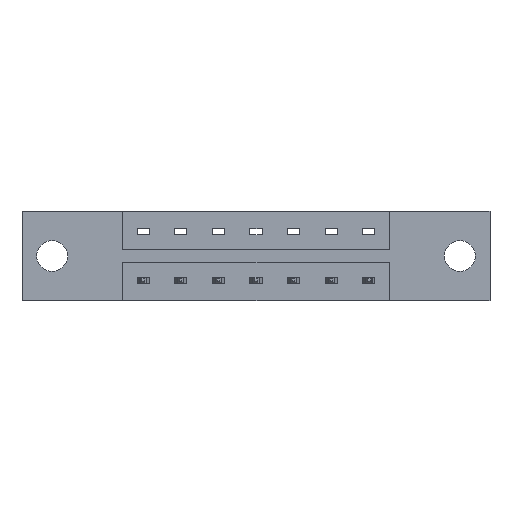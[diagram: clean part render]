
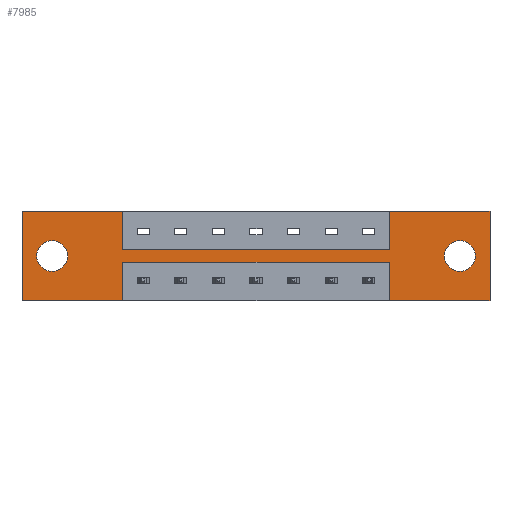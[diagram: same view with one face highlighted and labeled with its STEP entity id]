
A CAD part, front view. The second image highlights one B-rep face of the part: STEP entity #7985.
In plain terms, the highlighted planar face has unit normal (0, -1, 0).
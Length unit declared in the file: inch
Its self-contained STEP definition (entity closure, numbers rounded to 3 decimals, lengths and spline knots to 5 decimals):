
#75 = FACE_OUTER_BOUND ( 'NONE', #3987, .T. ) ;
#88 = CARTESIAN_POINT ( 'NONE',  ( 0.125, 0., -0.121 ) ) ;
#258 = EDGE_CURVE ( 'NONE', #2043, #7937, #1778, .T. ) ;
#271 = VERTEX_POINT ( 'NONE', #1489 ) ;
#362 = CARTESIAN_POINT ( 'NONE',  ( 0., 0., -0.37 ) ) ;
#375 = CARTESIAN_POINT ( 'NONE',  ( 0.4175, 0., -0.1585 ) ) ;
#414 = VERTEX_POINT ( 'NONE', #6751 ) ;
#585 = CIRCLE ( 'NONE', #7271, 0.064 ) ;
#595 = VECTOR ( 'NONE', #5677, 39.37008 ) ;
#857 = VERTEX_POINT ( 'NONE', #7821 ) ;
#901 = VECTOR ( 'NONE', #6501, 39.37008 ) ;
#932 = AXIS2_PLACEMENT_3D ( 'NONE', #1389, #6255, #2145 ) ;
#1041 = CARTESIAN_POINT ( 'NONE',  ( 1.5225, 0., -0.37 ) ) ;
#1070 = EDGE_LOOP ( 'NONE', ( #3051, #3420 ) ) ;
#1072 = ORIENTED_EDGE ( 'NONE', *, *, #8477, .F. ) ;
#1114 = DIRECTION ( 'NONE',  ( 0., 0., -1. ) ) ;
#1129 = VERTEX_POINT ( 'NONE', #4966 ) ;
#1134 = LINE ( 'NONE', #2405, #901 ) ;
#1203 = VERTEX_POINT ( 'NONE', #1518 ) ;
#1274 = LINE ( 'NONE', #375, #6614 ) ;
#1277 = DIRECTION ( 'NONE',  ( 1., 0., 0. ) ) ;
#1348 = DIRECTION ( 'NONE',  ( 0., 1., 0. ) ) ;
#1351 = VERTEX_POINT ( 'NONE', #7753 ) ;
#1378 = VECTOR ( 'NONE', #3834, 39.37008 ) ;
#1389 = CARTESIAN_POINT ( 'NONE',  ( 1.815, 0., -0.185 ) ) ;
#1420 = VERTEX_POINT ( 'NONE', #88 ) ;
#1426 = VERTEX_POINT ( 'NONE', #3328 ) ;
#1475 = VERTEX_POINT ( 'NONE', #5287 ) ;
#1489 = CARTESIAN_POINT ( 'NONE',  ( 0.125, 0., -0.249 ) ) ;
#1511 = VECTOR ( 'NONE', #3359, 39.37008 ) ;
#1518 = CARTESIAN_POINT ( 'NONE',  ( 0., 0., 0. ) ) ;
#1558 = ORIENTED_EDGE ( 'NONE', *, *, #2628, .F. ) ;
#1600 = EDGE_CURVE ( 'NONE', #2231, #6351, #5987, .T. ) ;
#1664 = EDGE_CURVE ( 'NONE', #1426, #1203, #8779, .T. ) ;
#1778 = CIRCLE ( 'NONE', #4845, 0.064 ) ;
#1815 = FACE_BOUND ( 'NONE', #1070, .T. ) ;
#1930 = EDGE_CURVE ( 'NONE', #1351, #8266, #6823, .T. ) ;
#1937 = AXIS2_PLACEMENT_3D ( 'NONE', #3586, #8247, #4294 ) ;
#1943 = VECTOR ( 'NONE', #4793, 39.37008 ) ;
#1961 = LINE ( 'NONE', #4821, #8664 ) ;
#2017 = CARTESIAN_POINT ( 'NONE',  ( 0., 0., 0. ) ) ;
#2043 = VERTEX_POINT ( 'NONE', #3951 ) ;
#2047 = EDGE_CURVE ( 'NONE', #1420, #271, #585, .T. ) ;
#2145 = DIRECTION ( 'NONE',  ( 0., 0., -1. ) ) ;
#2223 = PLANE ( 'NONE',  #6723 ) ;
#2231 = VERTEX_POINT ( 'NONE', #2879 ) ;
#2239 = ORIENTED_EDGE ( 'NONE', *, *, #1664, .F. ) ;
#2357 = CARTESIAN_POINT ( 'NONE',  ( 0., 0., -0.37 ) ) ;
#2405 = CARTESIAN_POINT ( 'NONE',  ( 1.94, 0., 0. ) ) ;
#2454 = CARTESIAN_POINT ( 'NONE',  ( 0.125, 0., -0.185 ) ) ;
#2521 = VECTOR ( 'NONE', #6940, 39.37008 ) ;
#2552 = VECTOR ( 'NONE', #3868, 39.37008 ) ;
#2628 = EDGE_CURVE ( 'NONE', #1129, #857, #5339, .T. ) ;
#2879 = CARTESIAN_POINT ( 'NONE',  ( 0.4175, 0., -0.1585 ) ) ;
#3023 = CIRCLE ( 'NONE', #932, 0.064 ) ;
#3051 = ORIENTED_EDGE ( 'NONE', *, *, #2047, .T. ) ;
#3172 = CARTESIAN_POINT ( 'NONE',  ( 1.5225, 0., -0.1585 ) ) ;
#3328 = CARTESIAN_POINT ( 'NONE',  ( 0., 0., -0.37 ) ) ;
#3359 = DIRECTION ( 'NONE',  ( -1., 0., 0. ) ) ;
#3420 = ORIENTED_EDGE ( 'NONE', *, *, #4273, .T. ) ;
#3439 = EDGE_CURVE ( 'NONE', #6546, #1426, #8170, .T. ) ;
#3466 = DIRECTION ( 'NONE',  ( 0., 0., -1. ) ) ;
#3564 = VECTOR ( 'NONE', #7609, 39.37008 ) ;
#3586 = CARTESIAN_POINT ( 'NONE',  ( 0.125, 0., -0.185 ) ) ;
#3629 = CARTESIAN_POINT ( 'NONE',  ( 1.815, 0., -0.121 ) ) ;
#3700 = CARTESIAN_POINT ( 'NONE',  ( 0., 0., -0.37 ) ) ;
#3834 = DIRECTION ( 'NONE',  ( -1., 0., 0. ) ) ;
#3868 = DIRECTION ( 'NONE',  ( 0., 0., 1. ) ) ;
#3874 = LINE ( 'NONE', #8103, #1943 ) ;
#3951 = CARTESIAN_POINT ( 'NONE',  ( 1.815, 0., -0.249 ) ) ;
#3965 = ORIENTED_EDGE ( 'NONE', *, *, #4264, .T. ) ;
#3987 = EDGE_LOOP ( 'NONE', ( #4043, #7803, #7555, #4433, #6270, #6111, #6020, #5621, #2239, #5527, #1072, #1558 ) ) ;
#4016 = CARTESIAN_POINT ( 'NONE',  ( 0.4175, 0., -0.1585 ) ) ;
#4043 = ORIENTED_EDGE ( 'NONE', *, *, #7714, .F. ) ;
#4212 = DIRECTION ( 'NONE',  ( 0., 0., -1. ) ) ;
#4264 = EDGE_CURVE ( 'NONE', #7937, #2043, #3023, .T. ) ;
#4273 = EDGE_CURVE ( 'NONE', #271, #1420, #6623, .T. ) ;
#4294 = DIRECTION ( 'NONE',  ( 0., 0., 1. ) ) ;
#4395 = DIRECTION ( 'NONE',  ( 0., 0., -1. ) ) ;
#4418 = LINE ( 'NONE', #3172, #2552 ) ;
#4433 = ORIENTED_EDGE ( 'NONE', *, *, #7911, .F. ) ;
#4476 = DIRECTION ( 'NONE',  ( -1., 0., 0. ) ) ;
#4655 = EDGE_CURVE ( 'NONE', #5884, #2231, #1274, .T. ) ;
#4698 = VECTOR ( 'NONE', #3466, 39.37008 ) ;
#4793 = DIRECTION ( 'NONE',  ( 0., 0., 1. ) ) ;
#4821 = CARTESIAN_POINT ( 'NONE',  ( 0., 0., 0. ) ) ;
#4845 = AXIS2_PLACEMENT_3D ( 'NONE', #8757, #7256, #4212 ) ;
#4966 = CARTESIAN_POINT ( 'NONE',  ( 1.5225, 0., -0.2115 ) ) ;
#5186 = CARTESIAN_POINT ( 'NONE',  ( 0.4175, 0., 0. ) ) ;
#5194 = EDGE_CURVE ( 'NONE', #6351, #1475, #4418, .T. ) ;
#5275 = DIRECTION ( 'NONE',  ( 0., 0., 1. ) ) ;
#5287 = CARTESIAN_POINT ( 'NONE',  ( 1.5225, 0., 0. ) ) ;
#5327 = CARTESIAN_POINT ( 'NONE',  ( 0.4175, 0., -0.2115 ) ) ;
#5339 = LINE ( 'NONE', #5327, #1378 ) ;
#5479 = CARTESIAN_POINT ( 'NONE',  ( 0.4175, 0., -0.2115 ) ) ;
#5527 = ORIENTED_EDGE ( 'NONE', *, *, #3439, .F. ) ;
#5621 = ORIENTED_EDGE ( 'NONE', *, *, #6749, .F. ) ;
#5677 = DIRECTION ( 'NONE',  ( 1., 0., 0. ) ) ;
#5863 = EDGE_CURVE ( 'NONE', #414, #1351, #1134, .T. ) ;
#5884 = VERTEX_POINT ( 'NONE', #5186 ) ;
#5987 = LINE ( 'NONE', #4016, #595 ) ;
#6020 = ORIENTED_EDGE ( 'NONE', *, *, #4655, .F. ) ;
#6111 = ORIENTED_EDGE ( 'NONE', *, *, #1600, .F. ) ;
#6212 = VECTOR ( 'NONE', #4476, 39.37008 ) ;
#6255 = DIRECTION ( 'NONE',  ( 0., 1., 0. ) ) ;
#6270 = ORIENTED_EDGE ( 'NONE', *, *, #5194, .F. ) ;
#6278 = CARTESIAN_POINT ( 'NONE',  ( 0., 0., 0. ) ) ;
#6351 = VERTEX_POINT ( 'NONE', #6444 ) ;
#6444 = CARTESIAN_POINT ( 'NONE',  ( 1.5225, 0., -0.1585 ) ) ;
#6501 = DIRECTION ( 'NONE',  ( 0., 0., -1. ) ) ;
#6546 = VERTEX_POINT ( 'NONE', #6640 ) ;
#6614 = VECTOR ( 'NONE', #1114, 39.37008 ) ;
#6623 = CIRCLE ( 'NONE', #1937, 0.064 ) ;
#6640 = CARTESIAN_POINT ( 'NONE',  ( 0.4175, 0., -0.37 ) ) ;
#6665 = LINE ( 'NONE', #5479, #4698 ) ;
#6723 = AXIS2_PLACEMENT_3D ( 'NONE', #3700, #8337, #4395 ) ;
#6749 = EDGE_CURVE ( 'NONE', #1203, #5884, #1961, .T. ) ;
#6751 = CARTESIAN_POINT ( 'NONE',  ( 1.94, 0., 0. ) ) ;
#6810 = EDGE_LOOP ( 'NONE', ( #3965, #8179 ) ) ;
#6823 = LINE ( 'NONE', #362, #1511 ) ;
#6940 = DIRECTION ( 'NONE',  ( 1., 0., 0. ) ) ;
#7105 = FACE_BOUND ( 'NONE', #6810, .T. ) ;
#7256 = DIRECTION ( 'NONE',  ( 0., 1., 0. ) ) ;
#7271 = AXIS2_PLACEMENT_3D ( 'NONE', #2454, #1348, #5275 ) ;
#7555 = ORIENTED_EDGE ( 'NONE', *, *, #5863, .F. ) ;
#7609 = DIRECTION ( 'NONE',  ( 0., 0., 1. ) ) ;
#7714 = EDGE_CURVE ( 'NONE', #8266, #1129, #3874, .T. ) ;
#7753 = CARTESIAN_POINT ( 'NONE',  ( 1.94, 0., -0.37 ) ) ;
#7803 = ORIENTED_EDGE ( 'NONE', *, *, #1930, .F. ) ;
#7821 = CARTESIAN_POINT ( 'NONE',  ( 0.4175, 0., -0.2115 ) ) ;
#7911 = EDGE_CURVE ( 'NONE', #1475, #414, #7929, .T. ) ;
#7929 = LINE ( 'NONE', #6278, #2521 ) ;
#7937 = VERTEX_POINT ( 'NONE', #3629 ) ;
#7985 = ADVANCED_FACE ( 'NONE', ( #7105, #1815, #75 ), #2223, .T. ) ;
#8103 = CARTESIAN_POINT ( 'NONE',  ( 1.5225, 0., -0.2115 ) ) ;
#8170 = LINE ( 'NONE', #2357, #6212 ) ;
#8179 = ORIENTED_EDGE ( 'NONE', *, *, #258, .T. ) ;
#8247 = DIRECTION ( 'NONE',  ( 0., 1., 0. ) ) ;
#8266 = VERTEX_POINT ( 'NONE', #1041 ) ;
#8337 = DIRECTION ( 'NONE',  ( 0., -1., 0. ) ) ;
#8477 = EDGE_CURVE ( 'NONE', #857, #6546, #6665, .T. ) ;
#8664 = VECTOR ( 'NONE', #1277, 39.37008 ) ;
#8757 = CARTESIAN_POINT ( 'NONE',  ( 1.815, 0., -0.185 ) ) ;
#8779 = LINE ( 'NONE', #2017, #3564 ) ;
